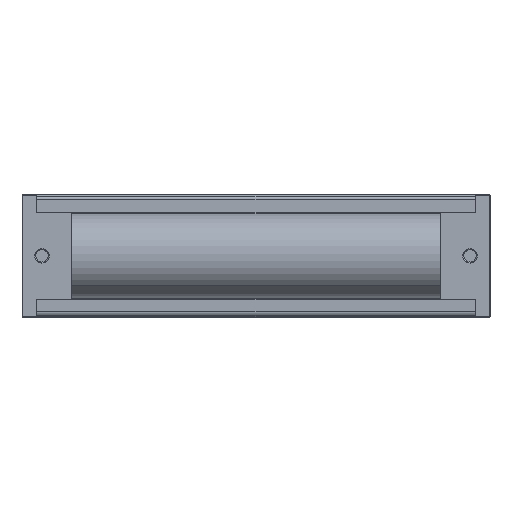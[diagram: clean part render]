
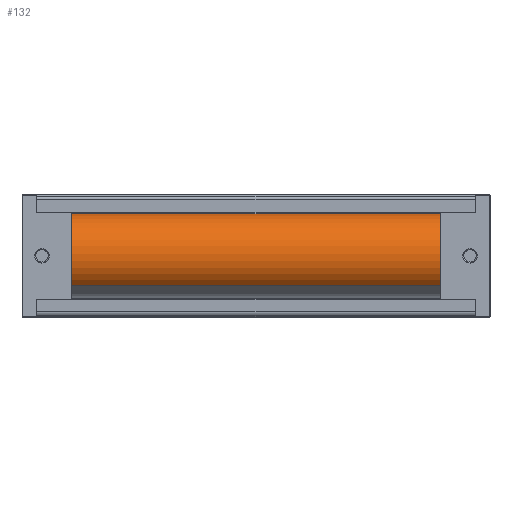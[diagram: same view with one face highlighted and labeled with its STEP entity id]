
A CAD part, top view. The second image highlights one B-rep face of the part: STEP entity #132.
In plain terms, the highlighted cylindrical face has radius 8.5 mm (diameter 17 mm), a partial arc.
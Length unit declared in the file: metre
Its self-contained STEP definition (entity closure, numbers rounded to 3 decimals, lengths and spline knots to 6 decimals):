
#132=ADVANCED_FACE('53:278312',(#936),#937,.T.);
#936=FACE_OUTER_BOUND('',#2581,.T.);
#937=CYLINDRICAL_SURFACE('',#2582,0.0085);
#2581=EDGE_LOOP('',(#5266,#5267,#5268,#5269,#5270,#5271));
#2582=AXIS2_PLACEMENT_3D('',#5272,#5273,#5274);
#5266=ORIENTED_EDGE('',*,*,#12002,.F.);
#5267=ORIENTED_EDGE('',*,*,#12003,.T.);
#5268=ORIENTED_EDGE('',*,*,#12004,.T.);
#5269=ORIENTED_EDGE('',*,*,#12005,.T.);
#5270=ORIENTED_EDGE('',*,*,#12006,.T.);
#5271=ORIENTED_EDGE('',*,*,#12007,.T.);
#5272=CARTESIAN_POINT('',(0.037,0.,0.0275));
#5273=DIRECTION('',(-1.0,0.0,0.0));
#5274=DIRECTION('',(0.0,-0.707,0.707));
#12002=EDGE_CURVE('',#14184,#14185,#14186,.T.);
#12003=EDGE_CURVE('53:282566',#14184,#14187,#14188,.T.);
#12004=EDGE_CURVE('53:282554',#14187,#14189,#14190,.T.);
#12005=EDGE_CURVE('53:282560',#14189,#14191,#14192,.T.);
#12006=EDGE_CURVE('53:278525',#14191,#14193,#14194,.T.);
#12007=EDGE_CURVE('53:279380',#14193,#14185,#14195,.F.);
#14184=VERTEX_POINT('',#17745);
#14185=VERTEX_POINT('',#17746);
#14186=LINE('',#17747,#17748);
#14187=VERTEX_POINT('',#17749);
#14188=CIRCLE('',#17750,0.0085);
#14189=VERTEX_POINT('',#17751);
#14190=LINE('',#17752,#17753);
#14191=VERTEX_POINT('',#17754);
#14192=LINE('',#17755,#17756);
#14193=VERTEX_POINT('',#17757);
#14194=LINE('',#17758,#17759);
#14195=CIRCLE('',#17760,0.0085);
#17745=CARTESIAN_POINT('',(0.0379,-0.00601,0.03351));
#17746=CARTESIAN_POINT('',(-0.0379,-0.00601,0.03351));
#17747=CARTESIAN_POINT('',(0.037,-0.00601,0.03351));
#17748=VECTOR('',#23199,1.0);
#17749=CARTESIAN_POINT('',(0.0379,0.0085,0.0275));
#17750=AXIS2_PLACEMENT_3D('',#23200,#23201,#23202);
#17751=CARTESIAN_POINT('',(0.037,0.0085,0.0275));
#17752=CARTESIAN_POINT('',(0.03745,0.0085,0.0275));
#17753=VECTOR('',#23203,1.0);
#17754=CARTESIAN_POINT('',(-0.037,0.0085,0.0275));
#17755=CARTESIAN_POINT('',(0.111,0.0085,0.0275));
#17756=VECTOR('',#23204,1.0);
#17757=CARTESIAN_POINT('',(-0.0379,0.0085,0.0275));
#17758=CARTESIAN_POINT('',(0.111,0.0085,0.0275));
#17759=VECTOR('',#23205,1.0);
#17760=AXIS2_PLACEMENT_3D('',#23206,#23207,#23208);
#23199=DIRECTION('',(-1.0,0.0,0.0));
#23200=CARTESIAN_POINT('',(0.0379,0.,0.0275));
#23201=DIRECTION('',(-1.0,0.0,0.0));
#23202=DIRECTION('',(0.0,-0.707,0.707));
#23203=DIRECTION('',(-1.0,0.0,0.0));
#23204=DIRECTION('',(-1.0,0.0,0.0));
#23205=DIRECTION('',(-1.0,0.0,0.0));
#23206=CARTESIAN_POINT('',(-0.0379,0.,0.0275));
#23207=DIRECTION('',(-1.0,0.0,0.0));
#23208=DIRECTION('',(0.0,-0.707,0.707));
